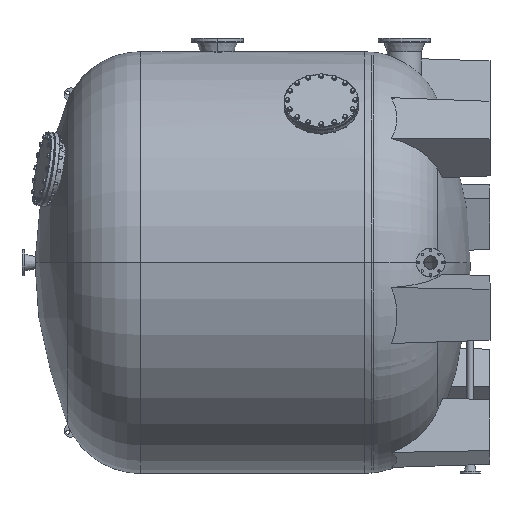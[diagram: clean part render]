
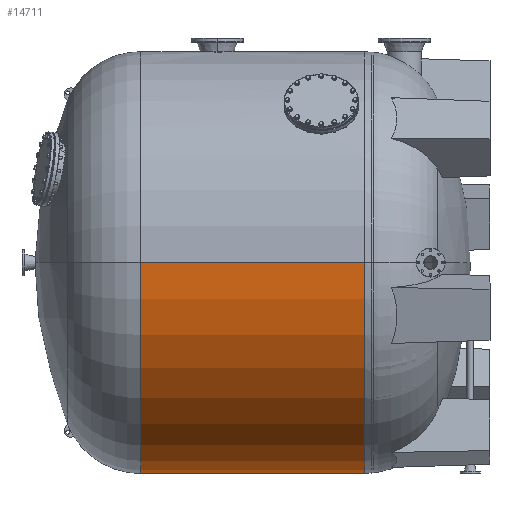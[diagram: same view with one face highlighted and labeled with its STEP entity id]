
A CAD part, left-side view. The second image highlights one B-rep face of the part: STEP entity #14711.
In plain terms, the highlighted cylindrical face has radius 1600 mm (diameter 3200 mm), a partial arc.
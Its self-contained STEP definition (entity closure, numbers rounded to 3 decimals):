
#791 = DIRECTION ( 'NONE',  ( 0., 1., 0. ) ) ;
#3335 = AXIS2_PLACEMENT_3D ( 'NONE', #57987, #34626, #4284 ) ;
#4284 = DIRECTION ( 'NONE',  ( -1., 0., 0. ) ) ;
#4693 = EDGE_CURVE ( 'NONE', #57907, #24816, #19171, .T. ) ;
#5806 = DIRECTION ( 'NONE',  ( 0., 1., 0. ) ) ;
#7177 = DIRECTION ( 'NONE',  ( -1., 0., 0. ) ) ;
#7823 = DIRECTION ( 'NONE',  ( 0., 1., 0. ) ) ;
#10156 = CARTESIAN_POINT ( 'NONE',  ( -1696.222, -668.046, 29.066 ) ) ;
#12122 = ORIENTED_EDGE ( 'NONE', *, *, #4693, .F. ) ;
#14711 = ADVANCED_FACE ( 'NONE', ( #41701 ), #16951, .T. ) ;
#15204 = VERTEX_POINT ( 'NONE', #33802 ) ;
#15753 = AXIS2_PLACEMENT_3D ( 'NONE', #64277, #791, #49932 ) ;
#16535 = CARTESIAN_POINT ( 'NONE',  ( 1503.778, -668.046, 29.066 ) ) ;
#16951 = CYLINDRICAL_SURFACE ( 'NONE', #45509, 1600. ) ;
#17659 = EDGE_CURVE ( 'NONE', #57907, #30331, #47950, .T. ) ;
#18230 = ORIENTED_EDGE ( 'NONE', *, *, #35799, .F. ) ;
#19171 = LINE ( 'NONE', #33243, #48730 ) ;
#22168 = CARTESIAN_POINT ( 'NONE',  ( -96.222, 1831.954, 29.066 ) ) ;
#22839 = EDGE_CURVE ( 'NONE', #30331, #15204, #60762, .T. ) ;
#24816 = VERTEX_POINT ( 'NONE', #50222 ) ;
#28353 = DIRECTION ( 'NONE',  ( 0., 1., 0. ) ) ;
#30331 = VERTEX_POINT ( 'NONE', #10156 ) ;
#33243 = CARTESIAN_POINT ( 'NONE',  ( 1503.778, 1831.954, 29.066 ) ) ;
#33802 = CARTESIAN_POINT ( 'NONE',  ( -1696.222, 1031.954, 29.066 ) ) ;
#34626 = DIRECTION ( 'NONE',  ( 0., 1., 0. ) ) ;
#35725 = ORIENTED_EDGE ( 'NONE', *, *, #22839, .T. ) ;
#35799 = EDGE_CURVE ( 'NONE', #24816, #15204, #45749, .T. ) ;
#39682 = EDGE_LOOP ( 'NONE', ( #12122, #63819, #35725, #18230 ) ) ;
#40065 = VECTOR ( 'NONE', #5806, 1000. ) ;
#41701 = FACE_OUTER_BOUND ( 'NONE', #39682, .T. ) ;
#45509 = AXIS2_PLACEMENT_3D ( 'NONE', #22168, #7823, #7177 ) ;
#45749 = CIRCLE ( 'NONE', #3335, 1600. ) ;
#47950 = CIRCLE ( 'NONE', #15753, 1600. ) ;
#48730 = VECTOR ( 'NONE', #28353, 1000. ) ;
#49932 = DIRECTION ( 'NONE',  ( -1., 0., 0. ) ) ;
#50222 = CARTESIAN_POINT ( 'NONE',  ( 1503.778, 1031.954, 29.066 ) ) ;
#57907 = VERTEX_POINT ( 'NONE', #16535 ) ;
#57987 = CARTESIAN_POINT ( 'NONE',  ( -96.222, 1031.954, 29.066 ) ) ;
#60123 = CARTESIAN_POINT ( 'NONE',  ( -1696.222, 1831.954, 29.066 ) ) ;
#60762 = LINE ( 'NONE', #60123, #40065 ) ;
#63819 = ORIENTED_EDGE ( 'NONE', *, *, #17659, .T. ) ;
#64277 = CARTESIAN_POINT ( 'NONE',  ( -96.222, -668.046, 29.066 ) ) ;
